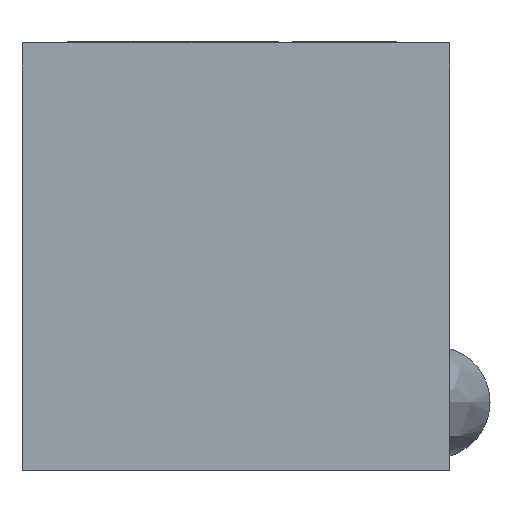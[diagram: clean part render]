
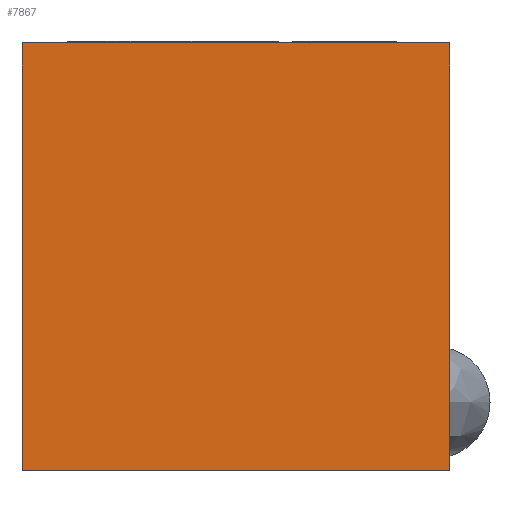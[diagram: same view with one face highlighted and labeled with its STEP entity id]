
A CAD part, left-side view. The second image highlights one B-rep face of the part: STEP entity #7867.
In plain terms, the highlighted planar face has unit normal (-1, 0, 0).
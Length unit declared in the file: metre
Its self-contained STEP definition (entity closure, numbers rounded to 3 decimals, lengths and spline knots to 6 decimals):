
#682=ORIENTED_EDGE('',*,*,#3059,.F.);
#683=ORIENTED_EDGE('',*,*,#3068,.F.);
#684=ORIENTED_EDGE('',*,*,#3069,.T.);
#685=ORIENTED_EDGE('',*,*,#3070,.T.);
#3059=EDGE_CURVE('',#4254,#4255,#5054,.T.);
#3068=EDGE_CURVE('',#4261,#4254,#5060,.T.);
#3069=EDGE_CURVE('',#4261,#4262,#5061,.T.);
#3070=EDGE_CURVE('',#4262,#4255,#5062,.T.);
#4254=VERTEX_POINT('',#10083);
#4255=VERTEX_POINT('',#10085);
#4261=VERTEX_POINT('',#10121);
#4262=VERTEX_POINT('',#10125);
#5054=LINE('',#10084,#5841);
#5060=LINE('',#10122,#5847);
#5061=LINE('',#10124,#5848);
#5062=LINE('',#10126,#5849);
#5841=VECTOR('',#8770,1.);
#5847=VECTOR('',#8782,1.);
#5848=VECTOR('',#8785,1.);
#5849=VECTOR('',#8786,1.);
#6629=EDGE_LOOP('',(#682,#683,#684,#685));
#7128=FACE_BOUND('',#6629,.T.);
#7623=PLANE('',#8504);
#7867=ADVANCED_FACE('',(#7128),#7623,.T.);
#8504=AXIS2_PLACEMENT_3D('',#10123,#8783,#8784);
#8770=DIRECTION('',(0.,-1.,0.));
#8782=DIRECTION('',(0.,0.,1.));
#8783=DIRECTION('',(-1.,0.,0.));
#8784=DIRECTION('',(0.,-1.,0.));
#8785=DIRECTION('',(0.,-1.,0.));
#8786=DIRECTION('',(0.,0.,1.));
#10083=CARTESIAN_POINT('',(-0.009525,0.00635,0.));
#10084=CARTESIAN_POINT('',(-0.009525,0.,0.));
#10085=CARTESIAN_POINT('',(-0.009525,-0.00635,0.));
#10121=CARTESIAN_POINT('',(-0.009525,0.00635,-0.0127));
#10122=CARTESIAN_POINT('',(-0.009525,0.00635,-0.0127));
#10123=CARTESIAN_POINT('',(-0.009525,0.,-0.0127));
#10124=CARTESIAN_POINT('',(-0.009525,0.,-0.0127));
#10125=CARTESIAN_POINT('',(-0.009525,-0.00635,-0.0127));
#10126=CARTESIAN_POINT('',(-0.009525,-0.00635,-0.0127));
